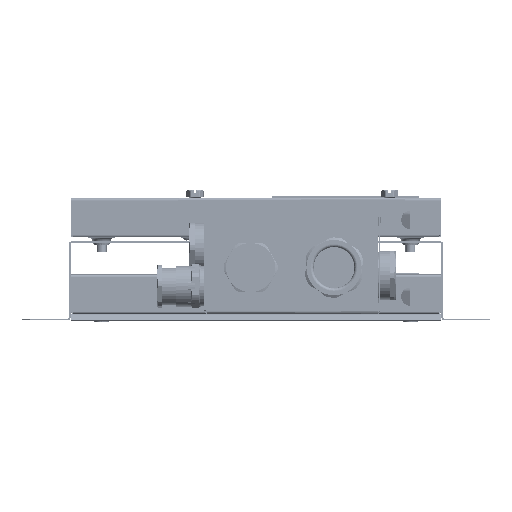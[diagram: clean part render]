
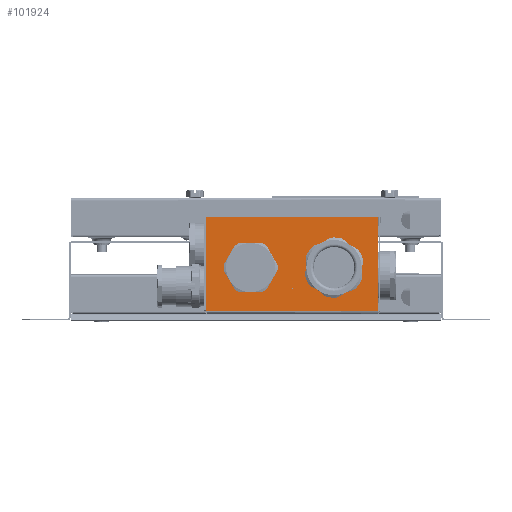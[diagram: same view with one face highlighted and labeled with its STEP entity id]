
A CAD part, left-side view. The second image highlights one B-rep face of the part: STEP entity #101924.
In plain terms, the highlighted face is planar.
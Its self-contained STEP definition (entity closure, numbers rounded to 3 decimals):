
#305 = ORIENTED_EDGE ( 'NONE', *, *, #29042, .T. ) ;
#569 = CIRCLE ( 'NONE', #125037, 12.5 ) ;
#2010 = AXIS2_PLACEMENT_3D ( 'NONE', #4651, #125043, #70481 ) ;
#2073 = EDGE_LOOP ( 'NONE', ( #113533, #2851 ) ) ;
#2851 = ORIENTED_EDGE ( 'NONE', *, *, #51449, .F. ) ;
#4651 = CARTESIAN_POINT ( 'NONE',  ( -27., 29., 46. ) ) ;
#5763 = ORIENTED_EDGE ( 'NONE', *, *, #97790, .F. ) ;
#6161 = AXIS2_PLACEMENT_3D ( 'NONE', #112830, #122758, #49048 ) ;
#7152 = LINE ( 'NONE', #50317, #42472 ) ;
#8860 = VERTEX_POINT ( 'NONE', #105948 ) ;
#12314 = AXIS2_PLACEMENT_3D ( 'NONE', #39586, #104070, #105463 ) ;
#16168 = CARTESIAN_POINT ( 'NONE',  ( 27., 29., 46. ) ) ;
#19003 = CARTESIAN_POINT ( 'NONE',  ( -55.646, 1., 46. ) ) ;
#19636 = LINE ( 'NONE', #50786, #105106 ) ;
#25972 = VERTEX_POINT ( 'NONE', #67361 ) ;
#28445 = ORIENTED_EDGE ( 'NONE', *, *, #59543, .F. ) ;
#28667 = CARTESIAN_POINT ( 'NONE',  ( 0., 15.5, 46. ) ) ;
#29042 = EDGE_CURVE ( 'NONE', #82784, #55028, #19636, .T. ) ;
#30766 = DIRECTION ( 'NONE',  ( 1., 0., 0. ) ) ;
#32284 = DIRECTION ( 'NONE',  ( 0., 0., 1. ) ) ;
#32367 = DIRECTION ( 'NONE',  ( 1., 0., 0. ) ) ;
#33779 = LINE ( 'NONE', #129455, #83349 ) ;
#35526 = CARTESIAN_POINT ( 'NONE',  ( -55.646, 68., 46. ) ) ;
#36188 = FACE_BOUND ( 'NONE', #103497, .T. ) ;
#36339 = ORIENTED_EDGE ( 'NONE', *, *, #76111, .F. ) ;
#36861 = PLANE ( 'NONE',  #84010 ) ;
#36930 = EDGE_CURVE ( 'NONE', #131731, #8860, #7152, .T. ) ;
#39586 = CARTESIAN_POINT ( 'NONE',  ( 27., 29., 46. ) ) ;
#40410 = DIRECTION ( 'NONE',  ( 0., -1., 0. ) ) ;
#42472 = VECTOR ( 'NONE', #40410, 1000. ) ;
#43676 = ORIENTED_EDGE ( 'NONE', *, *, #138988, .F. ) ;
#47492 = VECTOR ( 'NONE', #50141, 1000. ) ;
#49048 = DIRECTION ( 'NONE',  ( 1., 0., 0. ) ) ;
#50141 = DIRECTION ( 'NONE',  ( 1., 0., 0. ) ) ;
#50317 = CARTESIAN_POINT ( 'NONE',  ( 55.646, 0., 46. ) ) ;
#50786 = CARTESIAN_POINT ( 'NONE',  ( -55.646, 0., 46. ) ) ;
#51449 = EDGE_CURVE ( 'NONE', #65546, #56673, #67216, .T. ) ;
#51642 = AXIS2_PLACEMENT_3D ( 'NONE', #28667, #52027, #30766 ) ;
#52027 = DIRECTION ( 'NONE',  ( 0., 0., 1. ) ) ;
#52849 = EDGE_CURVE ( 'NONE', #56673, #65546, #139917, .T. ) ;
#55028 = VERTEX_POINT ( 'NONE', #19003 ) ;
#56673 = VERTEX_POINT ( 'NONE', #66936 ) ;
#59337 = DIRECTION ( 'NONE',  ( 1., 0., 0. ) ) ;
#59543 = EDGE_CURVE ( 'NONE', #25972, #96014, #129922, .T. ) ;
#62828 = DIRECTION ( 'NONE',  ( 0., -1., 0. ) ) ;
#64494 = EDGE_LOOP ( 'NONE', ( #75436, #81654, #305, #106117 ) ) ;
#65546 = VERTEX_POINT ( 'NONE', #98736 ) ;
#66936 = CARTESIAN_POINT ( 'NONE',  ( 0.5, 15.5, 46. ) ) ;
#67216 = CIRCLE ( 'NONE', #6161, 0.5 ) ;
#67361 = CARTESIAN_POINT ( 'NONE',  ( 14.5, 29., 46. ) ) ;
#68546 = AXIS2_PLACEMENT_3D ( 'NONE', #139975, #32284, #78136 ) ;
#69838 = CIRCLE ( 'NONE', #2010, 12.5 ) ;
#70481 = DIRECTION ( 'NONE',  ( 1., 0., 0. ) ) ;
#73496 = CARTESIAN_POINT ( 'NONE',  ( -55.646, 68., 46. ) ) ;
#75436 = ORIENTED_EDGE ( 'NONE', *, *, #36930, .F. ) ;
#76111 = EDGE_CURVE ( 'NONE', #96014, #25972, #569, .T. ) ;
#78136 = DIRECTION ( 'NONE',  ( 1., 0., 0. ) ) ;
#79427 = DIRECTION ( 'NONE',  ( 0., -1., 0. ) ) ;
#79943 = DIRECTION ( 'NONE',  ( 0., 0., 1. ) ) ;
#81654 = ORIENTED_EDGE ( 'NONE', *, *, #94204, .F. ) ;
#82784 = VERTEX_POINT ( 'NONE', #35526 ) ;
#83349 = VECTOR ( 'NONE', #32367, 1000. ) ;
#84010 = AXIS2_PLACEMENT_3D ( 'NONE', #113372, #114039, #79427 ) ;
#89349 = CARTESIAN_POINT ( 'NONE',  ( -14.5, 29., 46. ) ) ;
#90050 = FACE_BOUND ( 'NONE', #2073, .T. ) ;
#90742 = FACE_OUTER_BOUND ( 'NONE', #64494, .T. ) ;
#91170 = CARTESIAN_POINT ( 'NONE',  ( 55.646, 68., 46. ) ) ;
#94204 = EDGE_CURVE ( 'NONE', #82784, #131731, #117417, .T. ) ;
#96014 = VERTEX_POINT ( 'NONE', #127208 ) ;
#97790 = EDGE_CURVE ( 'NONE', #111229, #110358, #69838, .T. ) ;
#98736 = CARTESIAN_POINT ( 'NONE',  ( -0.5, 15.5, 46. ) ) ;
#101924 = ADVANCED_FACE ( 'NONE', ( #90050, #133240, #36188, #90742 ), #36861, .T. ) ;
#103497 = EDGE_LOOP ( 'NONE', ( #43676, #5763 ) ) ;
#104070 = DIRECTION ( 'NONE',  ( 0., 0., 1. ) ) ;
#105106 = VECTOR ( 'NONE', #62828, 1000. ) ;
#105463 = DIRECTION ( 'NONE',  ( 1., 0., 0. ) ) ;
#105948 = CARTESIAN_POINT ( 'NONE',  ( 55.646, 1., 46. ) ) ;
#106117 = ORIENTED_EDGE ( 'NONE', *, *, #135912, .T. ) ;
#110358 = VERTEX_POINT ( 'NONE', #89349 ) ;
#111229 = VERTEX_POINT ( 'NONE', #127010 ) ;
#112830 = CARTESIAN_POINT ( 'NONE',  ( 0., 15.5, 46. ) ) ;
#113372 = CARTESIAN_POINT ( 'NONE',  ( 0., 0., 46. ) ) ;
#113533 = ORIENTED_EDGE ( 'NONE', *, *, #52849, .F. ) ;
#114039 = DIRECTION ( 'NONE',  ( 0., 0., 1. ) ) ;
#116076 = CIRCLE ( 'NONE', #68546, 12.5 ) ;
#117417 = LINE ( 'NONE', #73496, #47492 ) ;
#122758 = DIRECTION ( 'NONE',  ( 0., 0., 1. ) ) ;
#125037 = AXIS2_PLACEMENT_3D ( 'NONE', #16168, #79943, #59337 ) ;
#125043 = DIRECTION ( 'NONE',  ( 0., 0., 1. ) ) ;
#127010 = CARTESIAN_POINT ( 'NONE',  ( -39.5, 29., 46. ) ) ;
#127208 = CARTESIAN_POINT ( 'NONE',  ( 39.5, 29., 46. ) ) ;
#127798 = EDGE_LOOP ( 'NONE', ( #36339, #28445 ) ) ;
#129455 = CARTESIAN_POINT ( 'NONE',  ( 0., 1., 46. ) ) ;
#129922 = CIRCLE ( 'NONE', #12314, 12.5 ) ;
#131731 = VERTEX_POINT ( 'NONE', #91170 ) ;
#133240 = FACE_BOUND ( 'NONE', #127798, .T. ) ;
#135912 = EDGE_CURVE ( 'NONE', #55028, #8860, #33779, .T. ) ;
#138988 = EDGE_CURVE ( 'NONE', #110358, #111229, #116076, .T. ) ;
#139917 = CIRCLE ( 'NONE', #51642, 0.5 ) ;
#139975 = CARTESIAN_POINT ( 'NONE',  ( -27., 29., 46. ) ) ;
